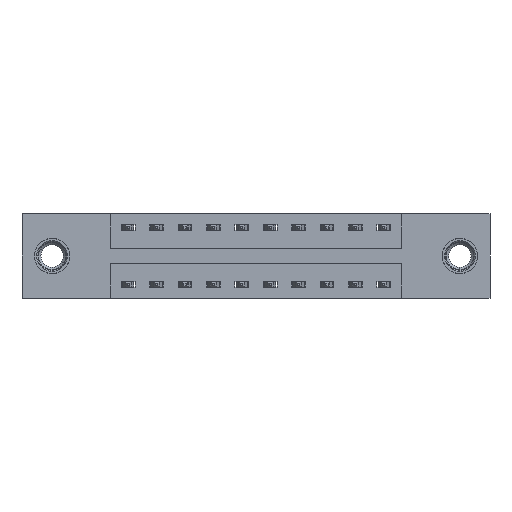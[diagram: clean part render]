
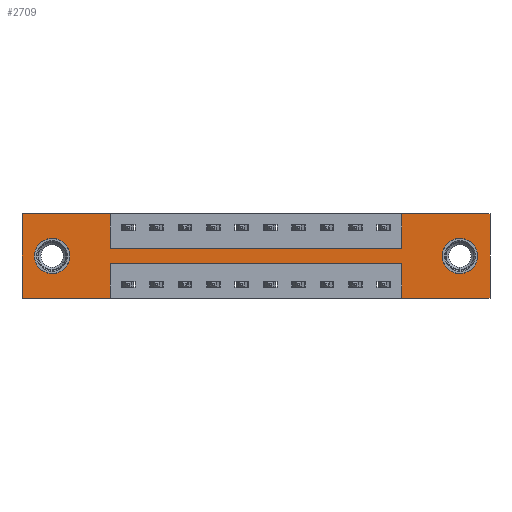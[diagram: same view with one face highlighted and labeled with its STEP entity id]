
A CAD part, front view. The second image highlights one B-rep face of the part: STEP entity #2709.
In plain terms, the highlighted planar face has unit normal (0, -1, 0).
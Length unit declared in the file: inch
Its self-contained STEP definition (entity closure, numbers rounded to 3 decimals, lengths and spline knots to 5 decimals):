
#89 = LINE ( 'NONE', #11487, #3155 ) ;
#191 = ORIENTED_EDGE ( 'NONE', *, *, #5607, .F. ) ;
#198 = AXIS2_PLACEMENT_3D ( 'NONE', #3445, #9134, #1695 ) ;
#213 = CARTESIAN_POINT ( 'NONE',  ( 0., 0., 0. ) ) ;
#216 = ORIENTED_EDGE ( 'NONE', *, *, #8031, .F. ) ;
#343 = LINE ( 'NONE', #8763, #5889 ) ;
#346 = EDGE_CURVE ( 'NONE', #3016, #7081, #7041, .T. ) ;
#434 = ORIENTED_EDGE ( 'NONE', *, *, #1665, .T. ) ;
#507 = EDGE_LOOP ( 'NONE', ( #7369, #4464 ) ) ;
#543 = VERTEX_POINT ( 'NONE', #3563 ) ;
#834 = ORIENTED_EDGE ( 'NONE', *, *, #11191, .F. ) ;
#849 = ORIENTED_EDGE ( 'NONE', *, *, #7429, .F. ) ;
#955 = EDGE_CURVE ( 'NONE', #6030, #11294, #6562, .T. ) ;
#1056 = VECTOR ( 'NONE', #4667, 39.37008 ) ;
#1186 = DIRECTION ( 'NONE',  ( 0., 0., 1. ) ) ;
#1364 = CARTESIAN_POINT ( 'NONE',  ( 0., 0., 0. ) ) ;
#1474 = CARTESIAN_POINT ( 'NONE',  ( 1.9275, 0., -0.107 ) ) ;
#1544 = DIRECTION ( 'NONE',  ( 0., 0., 1. ) ) ;
#1665 = EDGE_CURVE ( 'NONE', #2644, #4020, #10635, .T. ) ;
#1695 = DIRECTION ( 'NONE',  ( 0., 0., -1. ) ) ;
#2033 = CARTESIAN_POINT ( 'NONE',  ( 0.3875, 0., -0.15 ) ) ;
#2118 = VECTOR ( 'NONE', #12055, 39.37008 ) ;
#2145 = ORIENTED_EDGE ( 'NONE', *, *, #3212, .T. ) ;
#2276 = CARTESIAN_POINT ( 'NONE',  ( 0.3875, 0., -0.22 ) ) ;
#2298 = CARTESIAN_POINT ( 'NONE',  ( 1.6725, 0., 0. ) ) ;
#2445 = CARTESIAN_POINT ( 'NONE',  ( 0.1325, 0., -0.185 ) ) ;
#2644 = VERTEX_POINT ( 'NONE', #5737 ) ;
#2709 = ADVANCED_FACE ( 'NONE', ( #9444, #3028, #6520 ), #5080, .T. ) ;
#2729 = LINE ( 'NONE', #4722, #3902 ) ;
#2865 = EDGE_CURVE ( 'NONE', #11348, #543, #2729, .T. ) ;
#3016 = VERTEX_POINT ( 'NONE', #5017 ) ;
#3028 = FACE_BOUND ( 'NONE', #8783, .T. ) ;
#3099 = CARTESIAN_POINT ( 'NONE',  ( 0.3875, 0., -0.15 ) ) ;
#3109 = VECTOR ( 'NONE', #10332, 39.37008 ) ;
#3155 = VECTOR ( 'NONE', #11367, 39.37008 ) ;
#3212 = EDGE_CURVE ( 'NONE', #4020, #2644, #7826, .T. ) ;
#3445 = CARTESIAN_POINT ( 'NONE',  ( 1.9275, 0., -0.185 ) ) ;
#3563 = CARTESIAN_POINT ( 'NONE',  ( 1.6725, 0., -0.22 ) ) ;
#3585 = EDGE_CURVE ( 'NONE', #10995, #3016, #89, .T. ) ;
#3594 = ORIENTED_EDGE ( 'NONE', *, *, #9188, .F. ) ;
#3713 = CARTESIAN_POINT ( 'NONE',  ( 0., 0., -0.37 ) ) ;
#3813 = ORIENTED_EDGE ( 'NONE', *, *, #2865, .F. ) ;
#3902 = VECTOR ( 'NONE', #11212, 39.37008 ) ;
#3911 = ORIENTED_EDGE ( 'NONE', *, *, #4668, .F. ) ;
#3988 = VECTOR ( 'NONE', #10648, 39.37008 ) ;
#4020 = VERTEX_POINT ( 'NONE', #6789 ) ;
#4464 = ORIENTED_EDGE ( 'NONE', *, *, #955, .T. ) ;
#4469 = CARTESIAN_POINT ( 'NONE',  ( 0.3875, 0., 0. ) ) ;
#4667 = DIRECTION ( 'NONE',  ( 0., 0., -1. ) ) ;
#4668 = EDGE_CURVE ( 'NONE', #10885, #6190, #8810, .T. ) ;
#4713 = CARTESIAN_POINT ( 'NONE',  ( 0.3875, 0., -0.37 ) ) ;
#4722 = CARTESIAN_POINT ( 'NONE',  ( 1.6725, 0., -0.37 ) ) ;
#4796 = CARTESIAN_POINT ( 'NONE',  ( 0.1325, 0., -0.185 ) ) ;
#4963 = DIRECTION ( 'NONE',  ( 0., 0., -1. ) ) ;
#5017 = CARTESIAN_POINT ( 'NONE',  ( 0., 0., -0.37 ) ) ;
#5080 = PLANE ( 'NONE',  #8883 ) ;
#5131 = ORIENTED_EDGE ( 'NONE', *, *, #8695, .F. ) ;
#5304 = LINE ( 'NONE', #3713, #2118 ) ;
#5484 = ORIENTED_EDGE ( 'NONE', *, *, #346, .F. ) ;
#5607 = EDGE_CURVE ( 'NONE', #6190, #11348, #5304, .T. ) ;
#5737 = CARTESIAN_POINT ( 'NONE',  ( 0.1325, 0., -0.263 ) ) ;
#5887 = AXIS2_PLACEMENT_3D ( 'NONE', #7266, #6606, #7554 ) ;
#5889 = VECTOR ( 'NONE', #8660, 39.37008 ) ;
#5902 = VECTOR ( 'NONE', #4963, 39.37008 ) ;
#6019 = ORIENTED_EDGE ( 'NONE', *, *, #3585, .F. ) ;
#6030 = VERTEX_POINT ( 'NONE', #10746 ) ;
#6137 = DIRECTION ( 'NONE',  ( 0., -1., 0. ) ) ;
#6190 = VERTEX_POINT ( 'NONE', #6269 ) ;
#6261 = EDGE_CURVE ( 'NONE', #10031, #10279, #7917, .T. ) ;
#6269 = CARTESIAN_POINT ( 'NONE',  ( 2.06, 0., -0.37 ) ) ;
#6283 = LINE ( 'NONE', #8021, #8611 ) ;
#6431 = VECTOR ( 'NONE', #7007, 39.37008 ) ;
#6520 = FACE_OUTER_BOUND ( 'NONE', #11807, .T. ) ;
#6562 = CIRCLE ( 'NONE', #198, 0.078 ) ;
#6590 = LINE ( 'NONE', #2276, #8643 ) ;
#6606 = DIRECTION ( 'NONE',  ( 0., 1., 0. ) ) ;
#6659 = DIRECTION ( 'NONE',  ( 0., 1., 0. ) ) ;
#6669 = VECTOR ( 'NONE', #1186, 39.37008 ) ;
#6758 = AXIS2_PLACEMENT_3D ( 'NONE', #2445, #10824, #1544 ) ;
#6789 = CARTESIAN_POINT ( 'NONE',  ( 0.1325, 0., -0.107 ) ) ;
#6935 = CARTESIAN_POINT ( 'NONE',  ( 0., 0., -0.37 ) ) ;
#7007 = DIRECTION ( 'NONE',  ( 0., 0., -1. ) ) ;
#7029 = DIRECTION ( 'NONE',  ( 1., 0., 0. ) ) ;
#7038 = CARTESIAN_POINT ( 'NONE',  ( 0.3875, 0., -0.37 ) ) ;
#7041 = LINE ( 'NONE', #1364, #3988 ) ;
#7081 = VERTEX_POINT ( 'NONE', #213 ) ;
#7266 = CARTESIAN_POINT ( 'NONE',  ( 1.9275, 0., -0.185 ) ) ;
#7272 = CARTESIAN_POINT ( 'NONE',  ( 1.6725, 0., -0.37 ) ) ;
#7369 = ORIENTED_EDGE ( 'NONE', *, *, #7586, .T. ) ;
#7429 = EDGE_CURVE ( 'NONE', #7081, #10031, #343, .T. ) ;
#7500 = VERTEX_POINT ( 'NONE', #8300 ) ;
#7554 = DIRECTION ( 'NONE',  ( 0., 0., -1. ) ) ;
#7586 = EDGE_CURVE ( 'NONE', #11294, #6030, #9813, .T. ) ;
#7624 = EDGE_CURVE ( 'NONE', #10279, #11360, #11117, .T. ) ;
#7820 = CARTESIAN_POINT ( 'NONE',  ( 1.6725, 0., 0. ) ) ;
#7826 = CIRCLE ( 'NONE', #6758, 0.078 ) ;
#7917 = LINE ( 'NONE', #4469, #1056 ) ;
#8021 = CARTESIAN_POINT ( 'NONE',  ( 0., 0., 0. ) ) ;
#8031 = EDGE_CURVE ( 'NONE', #543, #7500, #6590, .T. ) ;
#8176 = CARTESIAN_POINT ( 'NONE',  ( 1.6725, 0., -0.15 ) ) ;
#8300 = CARTESIAN_POINT ( 'NONE',  ( 0.3875, 0., -0.22 ) ) ;
#8323 = AXIS2_PLACEMENT_3D ( 'NONE', #4796, #6659, #10390 ) ;
#8582 = LINE ( 'NONE', #7820, #6669 ) ;
#8611 = VECTOR ( 'NONE', #7029, 39.37008 ) ;
#8643 = VECTOR ( 'NONE', #10778, 39.37008 ) ;
#8660 = DIRECTION ( 'NONE',  ( 1., 0., 0. ) ) ;
#8695 = EDGE_CURVE ( 'NONE', #7500, #10995, #11402, .T. ) ;
#8763 = CARTESIAN_POINT ( 'NONE',  ( 0., 0., 0. ) ) ;
#8783 = EDGE_LOOP ( 'NONE', ( #2145, #434 ) ) ;
#8810 = LINE ( 'NONE', #9789, #5902 ) ;
#8883 = AXIS2_PLACEMENT_3D ( 'NONE', #6935, #6137, #10932 ) ;
#9134 = DIRECTION ( 'NONE',  ( 0., 1., 0. ) ) ;
#9188 = EDGE_CURVE ( 'NONE', #11333, #10885, #6283, .T. ) ;
#9444 = FACE_BOUND ( 'NONE', #507, .T. ) ;
#9789 = CARTESIAN_POINT ( 'NONE',  ( 2.06, 0., 0. ) ) ;
#9813 = CIRCLE ( 'NONE', #5887, 0.078 ) ;
#10031 = VERTEX_POINT ( 'NONE', #10965 ) ;
#10210 = ORIENTED_EDGE ( 'NONE', *, *, #6261, .F. ) ;
#10279 = VERTEX_POINT ( 'NONE', #3099 ) ;
#10332 = DIRECTION ( 'NONE',  ( 1., 0., 0. ) ) ;
#10390 = DIRECTION ( 'NONE',  ( 0., 0., 1. ) ) ;
#10635 = CIRCLE ( 'NONE', #8323, 0.078 ) ;
#10648 = DIRECTION ( 'NONE',  ( 0., 0., 1. ) ) ;
#10746 = CARTESIAN_POINT ( 'NONE',  ( 1.9275, 0., -0.263 ) ) ;
#10778 = DIRECTION ( 'NONE',  ( -1., 0., 0. ) ) ;
#10824 = DIRECTION ( 'NONE',  ( 0., 1., 0. ) ) ;
#10885 = VERTEX_POINT ( 'NONE', #11899 ) ;
#10932 = DIRECTION ( 'NONE',  ( 0., 0., -1. ) ) ;
#10965 = CARTESIAN_POINT ( 'NONE',  ( 0.3875, 0., 0. ) ) ;
#10995 = VERTEX_POINT ( 'NONE', #4713 ) ;
#11117 = LINE ( 'NONE', #2033, #3109 ) ;
#11191 = EDGE_CURVE ( 'NONE', #11360, #11333, #8582, .T. ) ;
#11212 = DIRECTION ( 'NONE',  ( 0., 0., 1. ) ) ;
#11294 = VERTEX_POINT ( 'NONE', #1474 ) ;
#11333 = VERTEX_POINT ( 'NONE', #2298 ) ;
#11348 = VERTEX_POINT ( 'NONE', #7272 ) ;
#11360 = VERTEX_POINT ( 'NONE', #8176 ) ;
#11367 = DIRECTION ( 'NONE',  ( -1., 0., 0. ) ) ;
#11402 = LINE ( 'NONE', #7038, #6431 ) ;
#11487 = CARTESIAN_POINT ( 'NONE',  ( 0., 0., -0.37 ) ) ;
#11581 = ORIENTED_EDGE ( 'NONE', *, *, #7624, .F. ) ;
#11807 = EDGE_LOOP ( 'NONE', ( #5131, #216, #3813, #191, #3911, #3594, #834, #11581, #10210, #849, #5484, #6019 ) ) ;
#11899 = CARTESIAN_POINT ( 'NONE',  ( 2.06, 0., 0. ) ) ;
#12055 = DIRECTION ( 'NONE',  ( -1., 0., 0. ) ) ;
